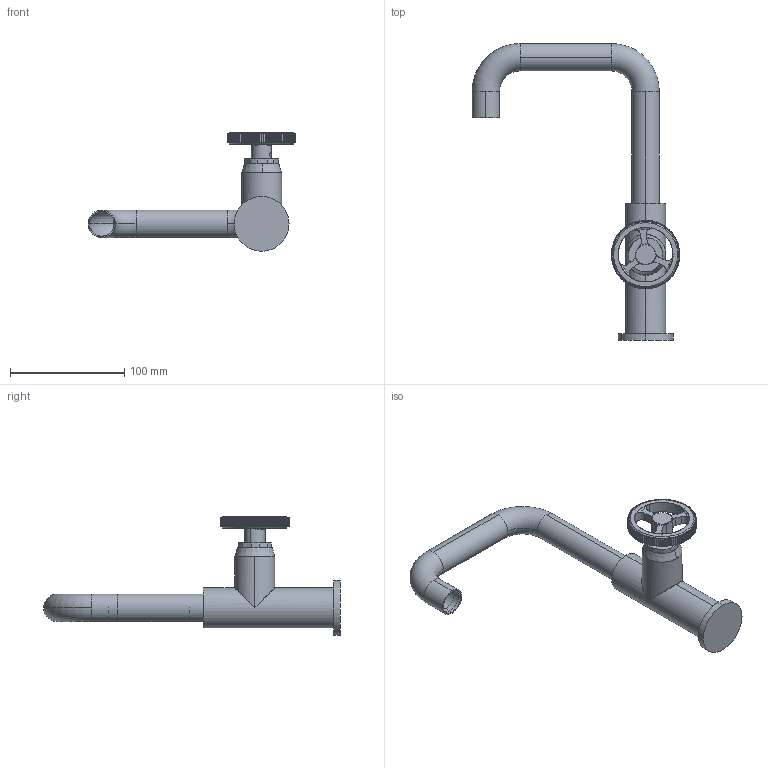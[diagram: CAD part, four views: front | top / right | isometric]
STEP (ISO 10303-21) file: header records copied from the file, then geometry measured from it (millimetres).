
FILE_DESCRIPTION (( 'STEP AP214' ), '1' );
FILE_NAME ('33030.STEP', '2024-05-14T05:31:54', ( '' ), ( '' ), 'SwSTEP 2.0', 'SolidWorks 2018', '' );
FILE_SCHEMA (( 'AUTOMOTIVE_DESIGN' ));
Length unit declared in the file: millimetre
Products named in the file (6): 33030; ghiera premicartuccia lavabo; maniglia_5; corpo lavabo 33030; 943; base lavabo
Assembly tree (5 placements, depth 2):
  33030
    base lavabo
    corpo lavabo 33030
    ghiera premicartuccia lavabo
    maniglia_5
    943
Bounding box: 182 x 260 x 103.8 mm (x, y, z)
Volume: 187266.1 mm3; surface area: 77941.6 mm2
Topology: 5 solids, 5 shells, 415 faces, 1175 edges, 761 vertices
Faces by surface type: cylinder 216, cone 110, plane 44, torus 35, sphere 6, bspline 4
Entity records: 17373 total; most frequent: CARTESIAN_POINT 6228, DIRECTION 2487, ORIENTED_EDGE 2330, EDGE_CURVE 1165, AXIS2_PLACEMENT_3D 1158, VERTEX_POINT 761, CIRCLE 739, EDGE_LOOP 426
